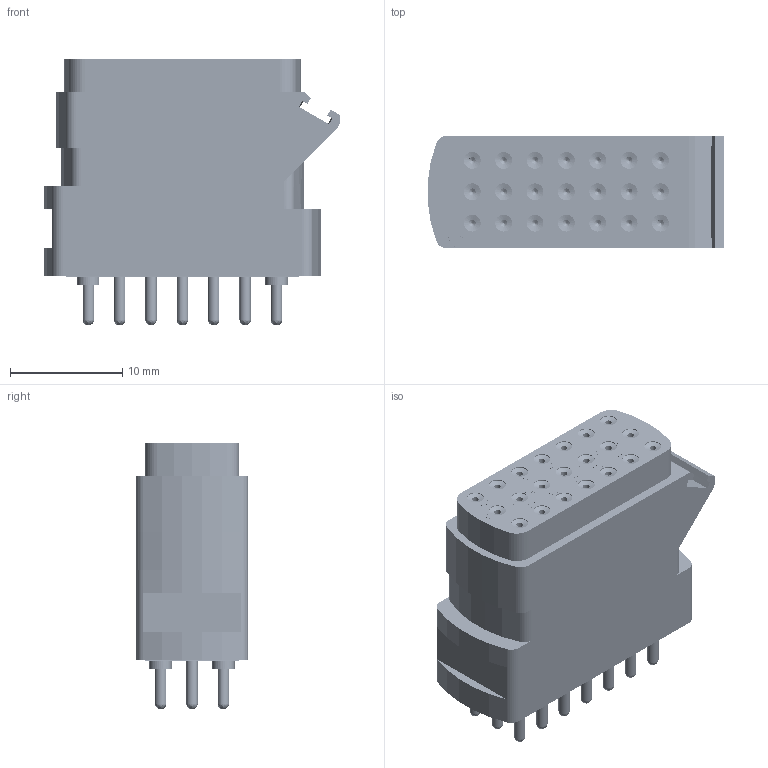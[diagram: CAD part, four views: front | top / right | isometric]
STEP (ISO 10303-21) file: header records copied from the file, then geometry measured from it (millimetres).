
FILE_DESCRIPTION((''),'2;1');
FILE_NAME('00111515102','2020-02-11T',('presta_be4'),(''),'CREO PARAMETRIC BY PTC INC, 2018360','CREO PARAMETRIC BY PTC INC, 2018360','');
FILE_SCHEMA(('CONFIG_CONTROL_DESIGN'));
Products named in the file (1): 00111515102
Bounding box: 26.45 x 10 x 23.82 mm (x, y, z)
Volume: 3665.8 mm3; surface area: 7419.2 mm2
Topology: 1 solids, 3 shells, 6631 faces, 18810 edges, 12347 vertices
Faces by surface type: plane 5051, cylinder 900, cone 512, sphere 84, bspline 42, torus 42
Entity records: 234243 total; most frequent: CARTESIAN_POINT 63890, ORIENTED_EDGE 37536, DIRECTION 33660, EDGE_CURVE 18768, VERTEX_POINT 12347, AXIS2_PLACEMENT_3D 11750, VECTOR 10160, LINE 10160
